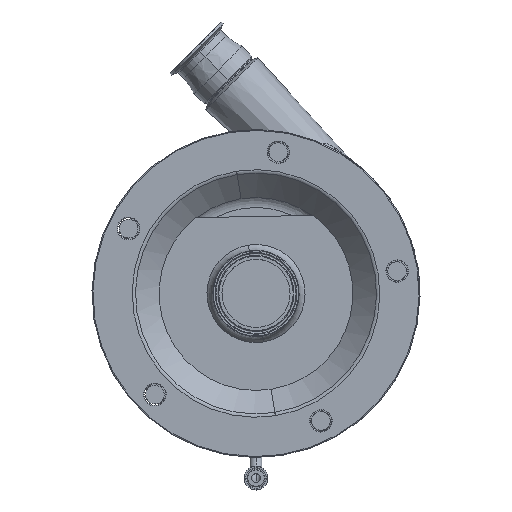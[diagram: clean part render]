
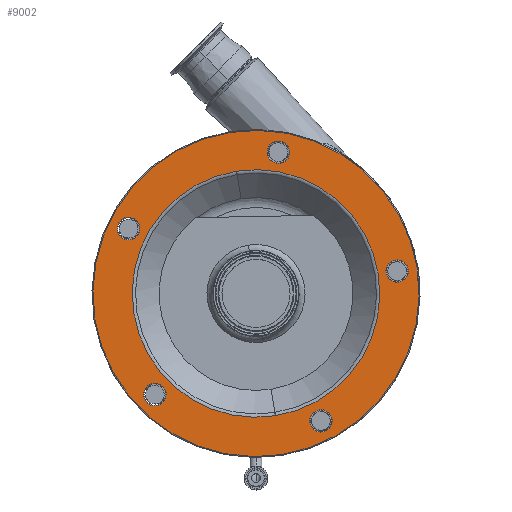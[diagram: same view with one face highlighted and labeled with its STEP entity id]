
A CAD part, top view. The second image highlights one B-rep face of the part: STEP entity #9002.
In plain terms, the highlighted planar face has unit normal (0, 0, 1).
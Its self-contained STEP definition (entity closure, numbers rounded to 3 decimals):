
#212 = EDGE_CURVE ( 'NONE', #8495, #23215, #12896, .T. ) ;
#311 = CIRCLE ( 'NONE', #7990, 174. ) ;
#338 = DIRECTION ( 'NONE',  ( 0., 0., -1. ) ) ;
#364 = AXIS2_PLACEMENT_3D ( 'NONE', #18833, #16454, #2152 ) ;
#1161 = CARTESIAN_POINT ( 'NONE',  ( 152.5, 12.004, 303.5 ) ) ;
#1167 = FACE_BOUND ( 'NONE', #5073, .T. ) ;
#1300 = FACE_OUTER_BOUND ( 'NONE', #17388, .T. ) ;
#1571 = VERTEX_POINT ( 'NONE', #19477 ) ;
#1862 = EDGE_CURVE ( 'NONE', #23263, #19888, #4471, .T. ) ;
#2152 = DIRECTION ( 'NONE',  ( 0.156, -0.988, 0. ) ) ;
#2216 = CARTESIAN_POINT ( 'NONE',  ( 0., 0., 303.5 ) ) ;
#2344 = DIRECTION ( 'NONE',  ( 0., 0., -1. ) ) ;
#2441 = CIRCLE ( 'NONE', #11837, 12. ) ;
#2523 = EDGE_LOOP ( 'NONE', ( #18024, #19561 ) ) ;
#3453 = DIRECTION ( 'NONE',  ( 0., 0., -1. ) ) ;
#3664 = CARTESIAN_POINT ( 'NONE',  ( -27.22, 171.858, 303.5 ) ) ;
#3902 = VERTEX_POINT ( 'NONE', #18521 ) ;
#3969 = CARTESIAN_POINT ( 'NONE',  ( 23.856, 150.622, 303.5 ) ) ;
#4156 = AXIS2_PLACEMENT_3D ( 'NONE', #15743, #23890, #13326 ) ;
#4373 = AXIS2_PLACEMENT_3D ( 'NONE', #14553, #14961, #15097 ) ;
#4471 = CIRCLE ( 'NONE', #24105, 174. ) ;
#4957 = EDGE_CURVE ( 'NONE', #10489, #7808, #2441, .T. ) ;
#4975 = EDGE_CURVE ( 'NONE', #10836, #5189, #17389, .T. ) ;
#5073 = EDGE_LOOP ( 'NONE', ( #20745, #9457 ) ) ;
#5079 = EDGE_LOOP ( 'NONE', ( #20498, #24089 ) ) ;
#5185 = DIRECTION ( 'NONE',  ( 0., 0., -1. ) ) ;
#5189 = VERTEX_POINT ( 'NONE', #8856 ) ;
#5281 = EDGE_CURVE ( 'NONE', #5189, #10836, #19287, .T. ) ;
#5288 = ORIENTED_EDGE ( 'NONE', *, *, #4975, .T. ) ;
#5350 = DIRECTION ( 'NONE',  ( 0., 0., -1. ) ) ;
#5434 = AXIS2_PLACEMENT_3D ( 'NONE', #22479, #20467, #24740 ) ;
#5568 = CARTESIAN_POINT ( 'NONE',  ( -27.22, 171.858, 303.5 ) ) ;
#5819 = VERTEX_POINT ( 'NONE', #25504 ) ;
#5911 = AXIS2_PLACEMENT_3D ( 'NONE', #2216, #16651, #14381 ) ;
#6195 = CARTESIAN_POINT ( 'NONE',  ( -135.878, 69.234, 303.5 ) ) ;
#6731 = AXIS2_PLACEMENT_3D ( 'NONE', #5568, #5185, #13318 ) ;
#6890 = ORIENTED_EDGE ( 'NONE', *, *, #4957, .T. ) ;
#7030 = CARTESIAN_POINT ( 'NONE',  ( -20.66, 130.445, 303.5 ) ) ;
#7189 = CARTESIAN_POINT ( 'NONE',  ( 150.622, 23.856, 303.5 ) ) ;
#7211 = CIRCLE ( 'NONE', #5911, 132.071 ) ;
#7257 = EDGE_CURVE ( 'NONE', #20756, #1571, #12253, .T. ) ;
#7417 = CARTESIAN_POINT ( 'NONE',  ( 27.22, -171.858, 303.5 ) ) ;
#7808 = VERTEX_POINT ( 'NONE', #1161 ) ;
#7850 = DIRECTION ( 'NONE',  ( 0.156, -0.988, 0. ) ) ;
#7990 = AXIS2_PLACEMENT_3D ( 'NONE', #15702, #15307, #19432 ) ;
#8013 = EDGE_CURVE ( 'NONE', #25179, #23484, #24640, .T. ) ;
#8123 = DIRECTION ( 'NONE',  ( 0., 0., -1. ) ) ;
#8315 = EDGE_CURVE ( 'NONE', #19888, #23263, #311, .T. ) ;
#8495 = VERTEX_POINT ( 'NONE', #26250 ) ;
#8726 = DIRECTION ( 'NONE',  ( 0., 0., -1. ) ) ;
#8817 = EDGE_LOOP ( 'NONE', ( #5288, #13839 ) ) ;
#8856 = CARTESIAN_POINT ( 'NONE',  ( 71.111, -147.731, 303.5 ) ) ;
#8996 = CIRCLE ( 'NONE', #17538, 12. ) ;
#9002 = ADVANCED_FACE ( 'NONE', ( #15345, #19466, #9330, #21616, #23491, #1300, #1167 ), #9454, .F. ) ;
#9032 = AXIS2_PLACEMENT_3D ( 'NONE', #14785, #338, #14654 ) ;
#9192 = DIRECTION ( 'NONE',  ( 0.156, -0.988, 0. ) ) ;
#9330 = FACE_BOUND ( 'NONE', #2523, .T. ) ;
#9454 = PLANE ( 'NONE',  #6731 ) ;
#9457 = ORIENTED_EDGE ( 'NONE', *, *, #13127, .T. ) ;
#9491 = CARTESIAN_POINT ( 'NONE',  ( -135.878, 69.234, 303.5 ) ) ;
#10148 = ORIENTED_EDGE ( 'NONE', *, *, #22858, .T. ) ;
#10167 = EDGE_LOOP ( 'NONE', ( #6890, #16501 ) ) ;
#10489 = VERTEX_POINT ( 'NONE', #14329 ) ;
#10726 = EDGE_LOOP ( 'NONE', ( #12289, #10148 ) ) ;
#10836 = VERTEX_POINT ( 'NONE', #14036 ) ;
#11379 = DIRECTION ( 'NONE',  ( 0.156, -0.988, 0. ) ) ;
#11601 = DIRECTION ( 'NONE',  ( 0.156, -0.988, 0. ) ) ;
#11837 = AXIS2_PLACEMENT_3D ( 'NONE', #7189, #3453, #11601 ) ;
#12100 = ORIENTED_EDGE ( 'NONE', *, *, #8315, .F. ) ;
#12253 = CIRCLE ( 'NONE', #22908, 12. ) ;
#12289 = ORIENTED_EDGE ( 'NONE', *, *, #7257, .T. ) ;
#12564 = EDGE_CURVE ( 'NONE', #5819, #3902, #14035, .T. ) ;
#12860 = DIRECTION ( 'NONE',  ( 0.156, -0.988, 0. ) ) ;
#12868 = CIRCLE ( 'NONE', #9032, 12. ) ;
#12896 = CIRCLE ( 'NONE', #4373, 132.071 ) ;
#13127 = EDGE_CURVE ( 'NONE', #23215, #8495, #7211, .T. ) ;
#13318 = DIRECTION ( 'NONE',  ( 0.156, -0.988, 0. ) ) ;
#13326 = DIRECTION ( 'NONE',  ( 0.156, -0.988, 0. ) ) ;
#13839 = ORIENTED_EDGE ( 'NONE', *, *, #5281, .T. ) ;
#14035 = CIRCLE ( 'NONE', #364, 12. ) ;
#14036 = CARTESIAN_POINT ( 'NONE',  ( 67.356, -124.026, 303.5 ) ) ;
#14329 = CARTESIAN_POINT ( 'NONE',  ( 148.745, 35.709, 303.5 ) ) ;
#14381 = DIRECTION ( 'NONE',  ( 0.156, -0.988, 0. ) ) ;
#14553 = CARTESIAN_POINT ( 'NONE',  ( 0., 0., 303.5 ) ) ;
#14654 = DIRECTION ( 'NONE',  ( 0.156, -0.988, 0. ) ) ;
#14785 = CARTESIAN_POINT ( 'NONE',  ( 150.622, 23.856, 303.5 ) ) ;
#14939 = CARTESIAN_POINT ( 'NONE',  ( -137.756, 81.086, 303.5 ) ) ;
#14961 = DIRECTION ( 'NONE',  ( 0., 0., -1. ) ) ;
#15097 = DIRECTION ( 'NONE',  ( 0.156, -0.988, 0. ) ) ;
#15307 = DIRECTION ( 'NONE',  ( 0., 0., -1. ) ) ;
#15345 = FACE_BOUND ( 'NONE', #5079, .T. ) ;
#15617 = EDGE_CURVE ( 'NONE', #3902, #5819, #8996, .T. ) ;
#15702 = CARTESIAN_POINT ( 'NONE',  ( 0., 0., 303.5 ) ) ;
#15743 = CARTESIAN_POINT ( 'NONE',  ( 69.234, -135.878, 303.5 ) ) ;
#15880 = CARTESIAN_POINT ( 'NONE',  ( 0., 0., 303.5 ) ) ;
#16258 = AXIS2_PLACEMENT_3D ( 'NONE', #25275, #19900, #17783 ) ;
#16454 = DIRECTION ( 'NONE',  ( 0., 0., -1. ) ) ;
#16501 = ORIENTED_EDGE ( 'NONE', *, *, #17218, .T. ) ;
#16651 = DIRECTION ( 'NONE',  ( 0., 0., -1. ) ) ;
#17218 = EDGE_CURVE ( 'NONE', #7808, #10489, #12868, .T. ) ;
#17329 = CARTESIAN_POINT ( 'NONE',  ( -107.834, -107.834, 303.5 ) ) ;
#17388 = EDGE_LOOP ( 'NONE', ( #24268, #12100 ) ) ;
#17389 = CIRCLE ( 'NONE', #4156, 12. ) ;
#17538 = AXIS2_PLACEMENT_3D ( 'NONE', #17329, #19846, #9192 ) ;
#17783 = DIRECTION ( 'NONE',  ( 0.156, -0.988, 0. ) ) ;
#18024 = ORIENTED_EDGE ( 'NONE', *, *, #12564, .T. ) ;
#18521 = CARTESIAN_POINT ( 'NONE',  ( -105.957, -119.686, 303.5 ) ) ;
#18626 = CIRCLE ( 'NONE', #22057, 12. ) ;
#18833 = CARTESIAN_POINT ( 'NONE',  ( -107.834, -107.834, 303.5 ) ) ;
#19287 = CIRCLE ( 'NONE', #16258, 12. ) ;
#19432 = DIRECTION ( 'NONE',  ( 0.156, -0.988, 0. ) ) ;
#19466 = FACE_BOUND ( 'NONE', #10726, .T. ) ;
#19477 = CARTESIAN_POINT ( 'NONE',  ( -134.001, 57.381, 303.5 ) ) ;
#19561 = ORIENTED_EDGE ( 'NONE', *, *, #15617, .T. ) ;
#19846 = DIRECTION ( 'NONE',  ( 0., 0., -1. ) ) ;
#19888 = VERTEX_POINT ( 'NONE', #3664 ) ;
#19900 = DIRECTION ( 'NONE',  ( 0., 0., -1. ) ) ;
#20467 = DIRECTION ( 'NONE',  ( 0., 0., -1. ) ) ;
#20498 = ORIENTED_EDGE ( 'NONE', *, *, #8013, .T. ) ;
#20621 = CIRCLE ( 'NONE', #24051, 12. ) ;
#20643 = DIRECTION ( 'NONE',  ( 0.156, -0.988, 0. ) ) ;
#20745 = ORIENTED_EDGE ( 'NONE', *, *, #212, .T. ) ;
#20756 = VERTEX_POINT ( 'NONE', #14939 ) ;
#21616 = FACE_BOUND ( 'NONE', #8817, .T. ) ;
#22057 = AXIS2_PLACEMENT_3D ( 'NONE', #3969, #2344, #20643 ) ;
#22479 = CARTESIAN_POINT ( 'NONE',  ( 23.856, 150.622, 303.5 ) ) ;
#22858 = EDGE_CURVE ( 'NONE', #1571, #20756, #20621, .T. ) ;
#22908 = AXIS2_PLACEMENT_3D ( 'NONE', #6195, #8726, #12860 ) ;
#23215 = VERTEX_POINT ( 'NONE', #7030 ) ;
#23263 = VERTEX_POINT ( 'NONE', #7417 ) ;
#23484 = VERTEX_POINT ( 'NONE', #24379 ) ;
#23491 = FACE_BOUND ( 'NONE', #10167, .T. ) ;
#23890 = DIRECTION ( 'NONE',  ( 0., 0., -1. ) ) ;
#24051 = AXIS2_PLACEMENT_3D ( 'NONE', #9491, #5350, #11379 ) ;
#24089 = ORIENTED_EDGE ( 'NONE', *, *, #25837, .T. ) ;
#24105 = AXIS2_PLACEMENT_3D ( 'NONE', #15880, #8123, #7850 ) ;
#24268 = ORIENTED_EDGE ( 'NONE', *, *, #1862, .F. ) ;
#24379 = CARTESIAN_POINT ( 'NONE',  ( 25.733, 138.77, 303.5 ) ) ;
#24640 = CIRCLE ( 'NONE', #5434, 12. ) ;
#24740 = DIRECTION ( 'NONE',  ( 0.156, -0.988, 0. ) ) ;
#25179 = VERTEX_POINT ( 'NONE', #25884 ) ;
#25275 = CARTESIAN_POINT ( 'NONE',  ( 69.234, -135.878, 303.5 ) ) ;
#25504 = CARTESIAN_POINT ( 'NONE',  ( -109.711, -95.982, 303.5 ) ) ;
#25837 = EDGE_CURVE ( 'NONE', #23484, #25179, #18626, .T. ) ;
#25884 = CARTESIAN_POINT ( 'NONE',  ( 21.979, 162.475, 303.5 ) ) ;
#26250 = CARTESIAN_POINT ( 'NONE',  ( 20.66, -130.445, 303.5 ) ) ;
